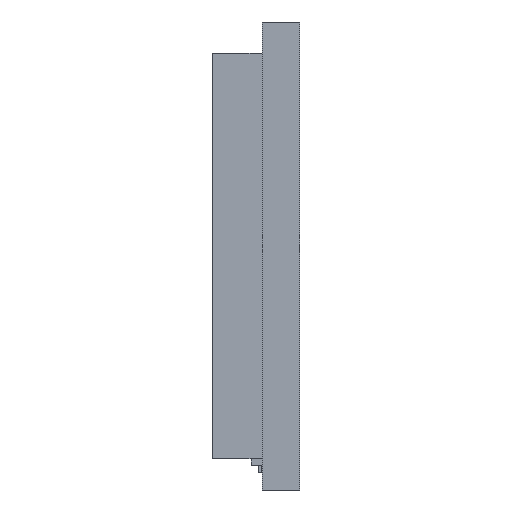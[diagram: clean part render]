
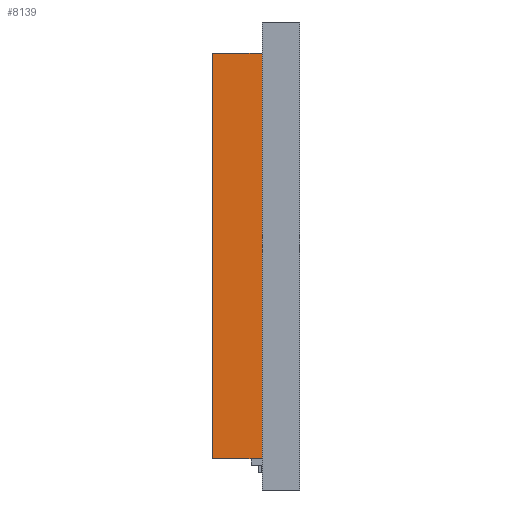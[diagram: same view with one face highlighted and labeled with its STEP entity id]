
A CAD part, left-side view. The second image highlights one B-rep face of the part: STEP entity #8139.
In plain terms, the highlighted planar face has unit normal (-1, 0, 0).
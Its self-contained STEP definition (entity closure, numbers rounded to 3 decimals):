
#158 = DIRECTION ( 'NONE',  ( 0., -1., 0. ) ) ;
#169 = CARTESIAN_POINT ( 'NONE',  ( 0.3, 2.8, -1. ) ) ;
#711 = ORIENTED_EDGE ( 'NONE', *, *, #3874, .T. ) ;
#836 = EDGE_CURVE ( 'NONE', #4419, #2111, #3080, .T. ) ;
#1153 = ORIENTED_EDGE ( 'NONE', *, *, #9713, .F. ) ;
#1633 = DIRECTION ( 'NONE',  ( 0., 0., 1. ) ) ;
#1919 = CARTESIAN_POINT ( 'NONE',  ( 0.3, 2.8, -14. ) ) ;
#2085 = VERTEX_POINT ( 'NONE', #1919 ) ;
#2111 = VERTEX_POINT ( 'NONE', #7262 ) ;
#2470 = VECTOR ( 'NONE', #158, 1000. ) ;
#3080 = LINE ( 'NONE', #6999, #2470 ) ;
#3443 = EDGE_LOOP ( 'NONE', ( #711, #3642, #1153, #4528 ) ) ;
#3642 = ORIENTED_EDGE ( 'NONE', *, *, #836, .F. ) ;
#3874 = EDGE_CURVE ( 'NONE', #4094, #2111, #6846, .T. ) ;
#4094 = VERTEX_POINT ( 'NONE', #4143 ) ;
#4143 = CARTESIAN_POINT ( 'NONE',  ( 0.3, 1.2, -14. ) ) ;
#4231 = LINE ( 'NONE', #5761, #5674 ) ;
#4266 = EDGE_CURVE ( 'NONE', #2085, #4094, #4231, .T. ) ;
#4419 = VERTEX_POINT ( 'NONE', #6356 ) ;
#4528 = ORIENTED_EDGE ( 'NONE', *, *, #4266, .T. ) ;
#4607 = DIRECTION ( 'NONE',  ( 0., 0., 1. ) ) ;
#4635 = DIRECTION ( 'NONE',  ( 0., 0., -1. ) ) ;
#4686 = CARTESIAN_POINT ( 'NONE',  ( 0.3, 2.8, -1. ) ) ;
#4717 = FACE_OUTER_BOUND ( 'NONE', #3443, .T. ) ;
#5559 = VECTOR ( 'NONE', #4607, 1000. ) ;
#5674 = VECTOR ( 'NONE', #8824, 1000. ) ;
#5761 = CARTESIAN_POINT ( 'NONE',  ( 0.3, 2.8, -14. ) ) ;
#6356 = CARTESIAN_POINT ( 'NONE',  ( 0.3, 2.8, -1. ) ) ;
#6846 = LINE ( 'NONE', #6931, #7749 ) ;
#6877 = DIRECTION ( 'NONE',  ( 1., 0., 0. ) ) ;
#6931 = CARTESIAN_POINT ( 'NONE',  ( 0.3, 1.2, -1. ) ) ;
#6999 = CARTESIAN_POINT ( 'NONE',  ( 0.3, 2.8, -1. ) ) ;
#7262 = CARTESIAN_POINT ( 'NONE',  ( 0.3, 1.2, -1. ) ) ;
#7294 = LINE ( 'NONE', #4686, #5559 ) ;
#7749 = VECTOR ( 'NONE', #1633, 1000. ) ;
#8139 = ADVANCED_FACE ( 'NONE', ( #4717 ), #8430, .F. ) ;
#8430 = PLANE ( 'NONE',  #9217 ) ;
#8824 = DIRECTION ( 'NONE',  ( 0., -1., 0. ) ) ;
#9217 = AXIS2_PLACEMENT_3D ( 'NONE', #169, #6877, #4635 ) ;
#9713 = EDGE_CURVE ( 'NONE', #2085, #4419, #7294, .T. ) ;
